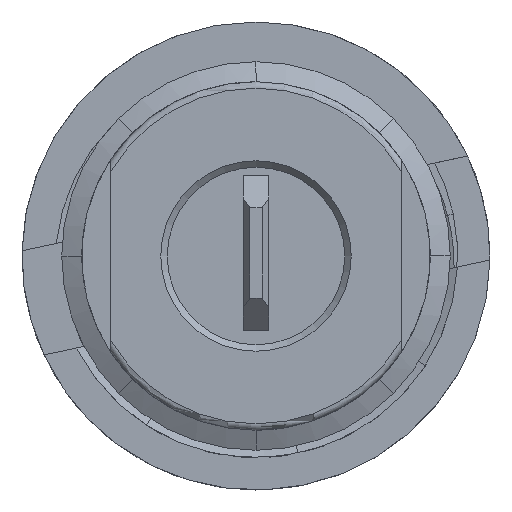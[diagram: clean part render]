
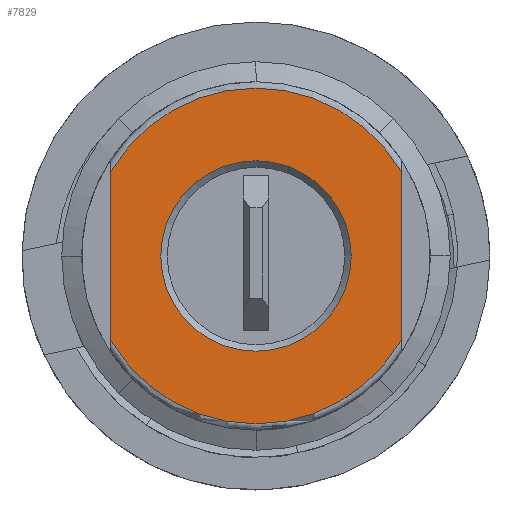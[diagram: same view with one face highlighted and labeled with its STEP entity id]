
A CAD part, front view. The second image highlights one B-rep face of the part: STEP entity #7829.
In plain terms, the highlighted planar face has unit normal (0, -1, 0).
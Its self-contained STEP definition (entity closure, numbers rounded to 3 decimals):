
#437=FACE_BOUND('',#1548,.T.);
#459=PLANE('',#8440);
#1053=FACE_OUTER_BOUND('',#1547,.T.);
#1547=EDGE_LOOP('',(#6251,#6252,#6253,#6254));
#1548=EDGE_LOOP('',(#6255,#6256));
#2047=LINE('',#13652,#2537);
#2048=LINE('',#13655,#2538);
#2537=VECTOR('',#9305,5.212);
#2538=VECTOR('',#9308,5.212);
#3042=CIRCLE('',#8435,2.95);
#3043=CIRCLE('',#8436,2.95);
#3046=CIRCLE('',#8441,5.2);
#3047=CIRCLE('',#8442,5.2);
#3756=VERTEX_POINT('',#13637);
#3757=VERTEX_POINT('',#13639);
#3760=VERTEX_POINT('',#13648);
#3761=VERTEX_POINT('',#13649);
#3762=VERTEX_POINT('',#13651);
#3763=VERTEX_POINT('',#13653);
#4653=EDGE_CURVE('',#3757,#3756,#3042,.T.);
#4654=EDGE_CURVE('',#3756,#3757,#3043,.T.);
#4657=EDGE_CURVE('',#3760,#3761,#3046,.T.);
#4658=EDGE_CURVE('',#3762,#3761,#2047,.T.);
#4659=EDGE_CURVE('',#3762,#3763,#3047,.T.);
#4660=EDGE_CURVE('',#3760,#3763,#2048,.T.);
#6251=ORIENTED_EDGE('',*,*,#4657,.T.);
#6252=ORIENTED_EDGE('',*,*,#4658,.F.);
#6253=ORIENTED_EDGE('',*,*,#4659,.T.);
#6254=ORIENTED_EDGE('',*,*,#4660,.F.);
#6255=ORIENTED_EDGE('',*,*,#4653,.T.);
#6256=ORIENTED_EDGE('',*,*,#4654,.T.);
#7829=ADVANCED_FACE('',(#1053,#437),#459,.F.);
#8435=AXIS2_PLACEMENT_3D('',#13640,#9291,#9292);
#8436=AXIS2_PLACEMENT_3D('',#13641,#9293,#9294);
#8440=AXIS2_PLACEMENT_3D('',#13647,#9301,#9302);
#8441=AXIS2_PLACEMENT_3D('',#13650,#9303,#9304);
#8442=AXIS2_PLACEMENT_3D('',#13654,#9306,#9307);
#9291=DIRECTION('center_axis',(0.,1.,0.));
#9292=DIRECTION('ref_axis',(0.,0.,1.));
#9293=DIRECTION('center_axis',(0.,1.,0.));
#9294=DIRECTION('ref_axis',(0.,0.,1.));
#9301=DIRECTION('center_axis',(0.,1.,0.));
#9302=DIRECTION('ref_axis',(0.,0.,1.));
#9303=DIRECTION('center_axis',(0.,-1.,0.));
#9304=DIRECTION('ref_axis',(0.865,0.,-0.501));
#9305=DIRECTION('',(0.,0.,-1.));
#9306=DIRECTION('center_axis',(0.,-1.,0.));
#9307=DIRECTION('ref_axis',(-0.865,0.,0.501));
#9308=DIRECTION('',(0.,0.,1.));
#13637=CARTESIAN_POINT('',(0.,0.,
2.95));
#13639=CARTESIAN_POINT('',(0.,0.,-2.95));
#13640=CARTESIAN_POINT('Origin',(0.,0.,0.));
#13641=CARTESIAN_POINT('Origin',(0.,0.,0.));
#13647=CARTESIAN_POINT('Origin',(0.,0.,0.));
#13648=CARTESIAN_POINT('',(-4.5,0.,-2.606));
#13649=CARTESIAN_POINT('',(4.5,0.,-2.606));
#13650=CARTESIAN_POINT('Origin',(0.,0.,0.));
#13651=CARTESIAN_POINT('',(4.5,0.,2.606));
#13652=CARTESIAN_POINT('',(4.5,0.,2.606));
#13653=CARTESIAN_POINT('',(-4.5,0.,2.606));
#13654=CARTESIAN_POINT('Origin',(0.,0.,0.));
#13655=CARTESIAN_POINT('',(-4.5,0.,-2.606));
